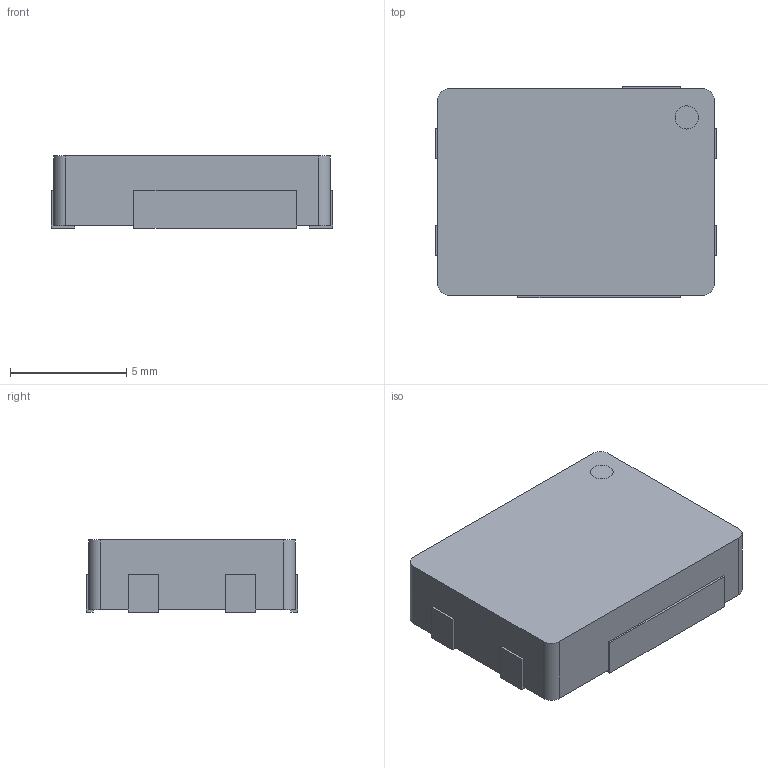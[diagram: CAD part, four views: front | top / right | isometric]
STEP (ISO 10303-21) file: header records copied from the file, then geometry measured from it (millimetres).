
FILE_DESCRIPTION((''),'2;1');
FILE_NAME('FIL_MURATA_BNX02.stp','2012-10-10T11:53:41',(''),(''),'Mechanical Desktop 2011','Mechanical Desktop 2011',', , ');
FILE_SCHEMA(('AUTOMOTIVE_DESIGN { 1 2 10303 214 1 1 1 1 }'));
Length unit declared in the file: millimetre
Products named in the file (1): Product
Bounding box: 12.1 x 9.1 x 3.1 mm (x, y, z)
Volume: 320.1 mm3; surface area: 401.7 mm2
Topology: 8 solids, 8 shells, 65 faces, 144 edges, 96 vertices
Faces by surface type: plane 57, cylinder 8
Entity records: 1826 total; most frequent: CARTESIAN_POINT 306, DIRECTION 292, ORIENTED_EDGE 288, EDGE_CURVE 144, VECTOR 128, LINE 128, VERTEX_POINT 96, AXIS2_PLACEMENT_3D 82
